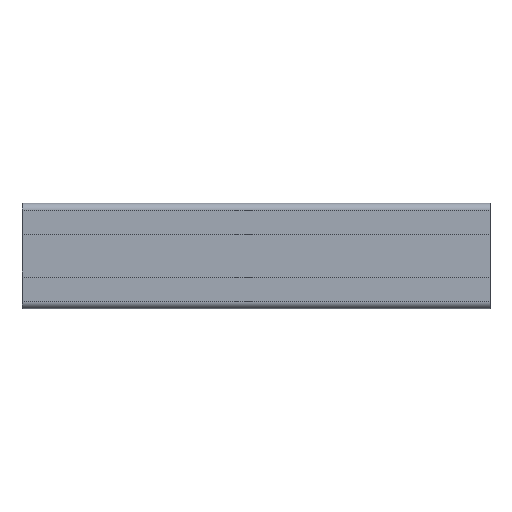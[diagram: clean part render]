
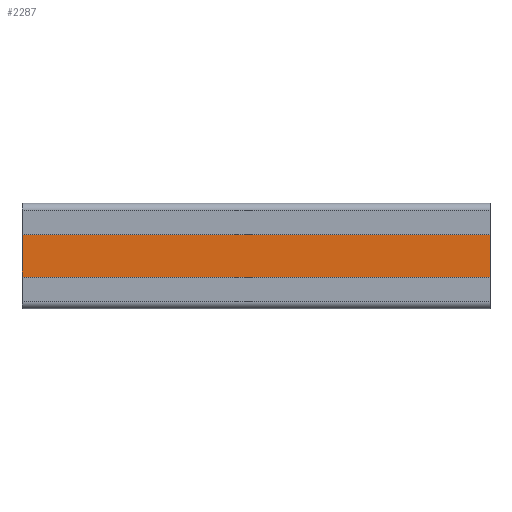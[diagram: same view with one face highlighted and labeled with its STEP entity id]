
A CAD part, top view. The second image highlights one B-rep face of the part: STEP entity #2287.
In plain terms, the highlighted planar face has unit normal (0, 0, 1).
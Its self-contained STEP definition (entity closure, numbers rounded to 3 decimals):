
#78 = FACE_OUTER_BOUND ( 'NONE', #294, .T. ) ;
#284 = ORIENTED_EDGE ( 'NONE', *, *, #802, .T. ) ;
#294 = EDGE_LOOP ( 'NONE', ( #389, #284, #326, #374 ) ) ;
#326 = ORIENTED_EDGE ( 'NONE', *, *, #873, .F. ) ;
#374 = ORIENTED_EDGE ( 'NONE', *, *, #837, .F. ) ;
#389 = ORIENTED_EDGE ( 'NONE', *, *, #797, .F. ) ;
#732 = LINE ( 'NONE', #1417, #744 ) ;
#735 = LINE ( 'NONE', #1411, #736 ) ;
#736 = VECTOR ( 'NONE', #1412, 1000. ) ;
#744 = VECTOR ( 'NONE', #1422, 1000. ) ;
#797 = EDGE_CURVE ( 'NONE', #1215, #1186, #735, .T. ) ;
#802 = EDGE_CURVE ( 'NONE', #1215, #1179, #732, .T. ) ;
#837 = EDGE_CURVE ( 'NONE', #1186, #1199, #2344, .T. ) ;
#873 = EDGE_CURVE ( 'NONE', #1199, #1179, #2429, .T. ) ;
#1027 = AXIS2_PLACEMENT_3D ( 'NONE', #2185, #2189, #2190 ) ;
#1179 = VERTEX_POINT ( 'NONE', #2040 ) ;
#1186 = VERTEX_POINT ( 'NONE', #2046 ) ;
#1199 = VERTEX_POINT ( 'NONE', #2059 ) ;
#1215 = VERTEX_POINT ( 'NONE', #2075 ) ;
#1411 = CARTESIAN_POINT ( 'NONE',  ( -200., -9., 10.75 ) ) ;
#1412 = DIRECTION ( 'NONE',  ( 0., 1., 0. ) ) ;
#1417 = CARTESIAN_POINT ( 'NONE',  ( -250.312, -9., 10.75 ) ) ;
#1422 = DIRECTION ( 'NONE',  ( 1., 0., 0. ) ) ;
#1494 = CARTESIAN_POINT ( 'NONE',  ( -250.312, 9., 10.75 ) ) ;
#1499 = DIRECTION ( 'NONE',  ( 1., 0., 0. ) ) ;
#1575 = CARTESIAN_POINT ( 'NONE',  ( 0., -9., 10.75 ) ) ;
#1576 = DIRECTION ( 'NONE',  ( 0., -1., 0. ) ) ;
#2040 = CARTESIAN_POINT ( 'NONE',  ( 0., -9., 10.75 ) ) ;
#2046 = CARTESIAN_POINT ( 'NONE',  ( -200., 9., 10.75 ) ) ;
#2059 = CARTESIAN_POINT ( 'NONE',  ( 0., 9., 10.75 ) ) ;
#2075 = CARTESIAN_POINT ( 'NONE',  ( -200., -9., 10.75 ) ) ;
#2185 = CARTESIAN_POINT ( 'NONE',  ( -250.312, -9., 10.75 ) ) ;
#2186 = PLANE ( 'NONE',  #1027 ) ;
#2189 = DIRECTION ( 'NONE',  ( 0., 0., 1. ) ) ;
#2190 = DIRECTION ( 'NONE',  ( 0., -1., 0. ) ) ;
#2287 = ADVANCED_FACE ( 'NONE', ( #78 ), #2186, .T. ) ;
#2344 = LINE ( 'NONE', #1494, #2361 ) ;
#2361 = VECTOR ( 'NONE', #1499, 1000. ) ;
#2429 = LINE ( 'NONE', #1575, #2430 ) ;
#2430 = VECTOR ( 'NONE', #1576, 1000. ) ;
